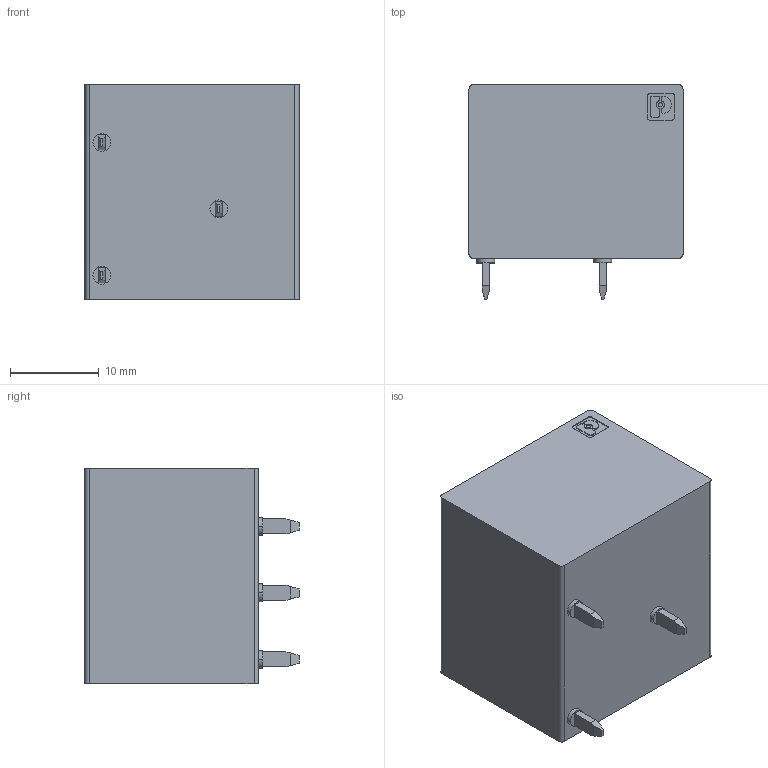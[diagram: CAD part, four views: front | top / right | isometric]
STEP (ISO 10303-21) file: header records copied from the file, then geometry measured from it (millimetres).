
FILE_DESCRIPTION(('STEP AP214'),'1');
FILE_NAME('1719202.stp','2021-03-20T03:13:43',('TraceParts'),('TraceParts S.A.'),'Spatial InterOp 3D',' ',' ');
FILE_SCHEMA(('AUTOMOTIVE_DESIGN { 1 0 10303 214 1 1 1 1 }'));
Length unit declared in the file: millimetre
Products named in the file (1): 1719202
Bounding box: 24.15 x 24.2 x 24.3 mm (x, y, z)
Volume: 10353.1 mm3; surface area: 3883.3 mm2
Topology: 1 solids, 1 shells, 193 faces, 519 edges, 344 vertices
Faces by surface type: plane 101, cylinder 80, cone 12
Entity records: 8779 total; most frequent: CARTESIAN_POINT 2245, DIRECTION 1055, ORIENTED_EDGE 1038, EDGE_CURVE 519, AXIS2_PLACEMENT_3D 372, VERTEX_POINT 344, LINE 311, VECTOR 311
